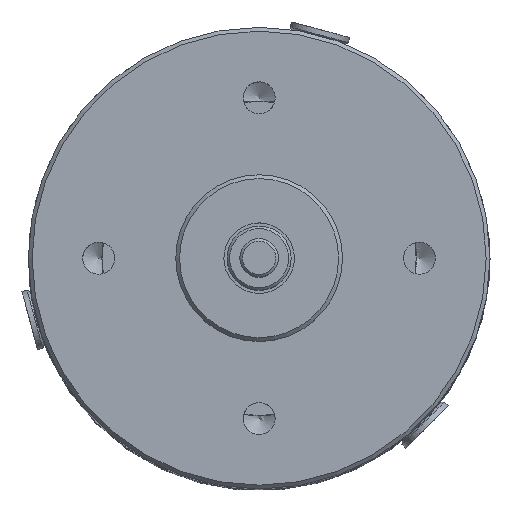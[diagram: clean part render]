
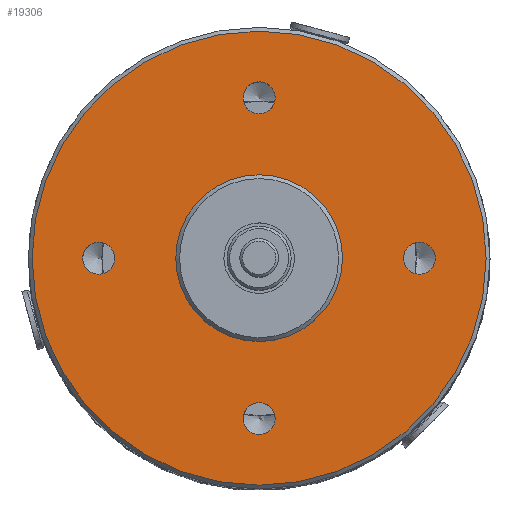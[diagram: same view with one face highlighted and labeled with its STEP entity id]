
A CAD part, top view. The second image highlights one B-rep face of the part: STEP entity #19306.
In plain terms, the highlighted planar face has unit normal (0, 0, 1).
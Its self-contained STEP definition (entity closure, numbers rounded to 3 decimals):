
#476 = VERTEX_POINT ( 'NONE', #18360 ) ;
#1179 = DIRECTION ( 'NONE',  ( 0., 0., 1. ) ) ;
#1277 = DIRECTION ( 'NONE',  ( 1., 0., 0. ) ) ;
#1385 = CARTESIAN_POINT ( 'NONE',  ( 12.5, 0., 9.5 ) ) ;
#2202 = VERTEX_POINT ( 'NONE', #2420 ) ;
#2419 = FACE_BOUND ( 'NONE', #14534, .T. ) ;
#2420 = CARTESIAN_POINT ( 'NONE',  ( 13.75, 0., 9.5 ) ) ;
#2593 = CARTESIAN_POINT ( 'NONE',  ( -11.25, 0., 9.5 ) ) ;
#2645 = DIRECTION ( 'NONE',  ( -1., 0., 0. ) ) ;
#2905 = CARTESIAN_POINT ( 'NONE',  ( 0., 0., 9.5 ) ) ;
#3300 = DIRECTION ( 'NONE',  ( 1., 0., 0. ) ) ;
#3308 = VERTEX_POINT ( 'NONE', #6627 ) ;
#3538 = CIRCLE ( 'NONE', #6096, 6.5 ) ;
#3631 = EDGE_CURVE ( 'NONE', #15369, #15369, #8128, .T. ) ;
#3835 = ORIENTED_EDGE ( 'NONE', *, *, #3631, .T. ) ;
#4314 = FACE_OUTER_BOUND ( 'NONE', #16877, .T. ) ;
#4675 = DIRECTION ( 'NONE',  ( 0., 0., 1. ) ) ;
#4859 = AXIS2_PLACEMENT_3D ( 'NONE', #9435, #4675, #11638 ) ;
#4946 = AXIS2_PLACEMENT_3D ( 'NONE', #16342, #1179, #6266 ) ;
#5688 = VERTEX_POINT ( 'NONE', #2593 ) ;
#6096 = AXIS2_PLACEMENT_3D ( 'NONE', #8280, #11713, #3300 ) ;
#6266 = DIRECTION ( 'NONE',  ( 1., 0., 0. ) ) ;
#6627 = CARTESIAN_POINT ( 'NONE',  ( 6.5, 0., 9.5 ) ) ;
#6973 = CARTESIAN_POINT ( 'NONE',  ( -17.7, 0., 9.5 ) ) ;
#7070 = AXIS2_PLACEMENT_3D ( 'NONE', #1385, #19983, #1277 ) ;
#7457 = EDGE_CURVE ( 'NONE', #2202, #2202, #11663, .T. ) ;
#7521 = PLANE ( 'NONE',  #13946 ) ;
#8128 = CIRCLE ( 'NONE', #20771, 17.7 ) ;
#8280 = CARTESIAN_POINT ( 'NONE',  ( 0., 0., 9.5 ) ) ;
#9435 = CARTESIAN_POINT ( 'NONE',  ( -12.5, 0., 9.5 ) ) ;
#10844 = FACE_BOUND ( 'NONE', #17094, .T. ) ;
#11065 = FACE_BOUND ( 'NONE', #12806, .T. ) ;
#11346 = DIRECTION ( 'NONE',  ( 0., 0., 1. ) ) ;
#11529 = DIRECTION ( 'NONE',  ( 0., 0., 1. ) ) ;
#11638 = DIRECTION ( 'NONE',  ( 1., 0., 0. ) ) ;
#11663 = CIRCLE ( 'NONE', #7070, 1.25 ) ;
#11713 = DIRECTION ( 'NONE',  ( 0., 0., 1. ) ) ;
#12806 = EDGE_LOOP ( 'NONE', ( #15254 ) ) ;
#13125 = ORIENTED_EDGE ( 'NONE', *, *, #21858, .F. ) ;
#13466 = ORIENTED_EDGE ( 'NONE', *, *, #20774, .F. ) ;
#13669 = CIRCLE ( 'NONE', #4859, 1.25 ) ;
#13750 = CIRCLE ( 'NONE', #4946, 1.25 ) ;
#13946 = AXIS2_PLACEMENT_3D ( 'NONE', #14261, #17804, #2645 ) ;
#14261 = CARTESIAN_POINT ( 'NONE',  ( 0., 18., 9.5 ) ) ;
#14534 = EDGE_LOOP ( 'NONE', ( #13466 ) ) ;
#15070 = EDGE_LOOP ( 'NONE', ( #16623 ) ) ;
#15254 = ORIENTED_EDGE ( 'NONE', *, *, #7457, .F. ) ;
#15369 = VERTEX_POINT ( 'NONE', #6973 ) ;
#16272 = EDGE_LOOP ( 'NONE', ( #13125 ) ) ;
#16342 = CARTESIAN_POINT ( 'NONE',  ( 0., 12.5, 9.5 ) ) ;
#16623 = ORIENTED_EDGE ( 'NONE', *, *, #18400, .F. ) ;
#16805 = CARTESIAN_POINT ( 'NONE',  ( 1.25, 12.5, 9.5 ) ) ;
#16877 = EDGE_LOOP ( 'NONE', ( #3835 ) ) ;
#17094 = EDGE_LOOP ( 'NONE', ( #18239 ) ) ;
#17576 = FACE_BOUND ( 'NONE', #16272, .T. ) ;
#17804 = DIRECTION ( 'NONE',  ( 0., 0., -1. ) ) ;
#17839 = EDGE_CURVE ( 'NONE', #19078, #19078, #13750, .T. ) ;
#18239 = ORIENTED_EDGE ( 'NONE', *, *, #17839, .F. ) ;
#18272 = DIRECTION ( 'NONE',  ( -1., 0., 0. ) ) ;
#18360 = CARTESIAN_POINT ( 'NONE',  ( 1.25, -12.5, 9.5 ) ) ;
#18400 = EDGE_CURVE ( 'NONE', #476, #476, #20976, .T. ) ;
#19078 = VERTEX_POINT ( 'NONE', #16805 ) ;
#19306 = ADVANCED_FACE ( 'NONE', ( #10844, #17576, #19468, #4314, #2419, #11065 ), #7521, .F. ) ;
#19468 = FACE_BOUND ( 'NONE', #15070, .T. ) ;
#19744 = CARTESIAN_POINT ( 'NONE',  ( 0., -12.5, 9.5 ) ) ;
#19931 = AXIS2_PLACEMENT_3D ( 'NONE', #19744, #11346, #21729 ) ;
#19983 = DIRECTION ( 'NONE',  ( 0., 0., 1. ) ) ;
#20771 = AXIS2_PLACEMENT_3D ( 'NONE', #2905, #11529, #18272 ) ;
#20774 = EDGE_CURVE ( 'NONE', #3308, #3308, #3538, .T. ) ;
#20976 = CIRCLE ( 'NONE', #19931, 1.25 ) ;
#21729 = DIRECTION ( 'NONE',  ( 1., 0., 0. ) ) ;
#21858 = EDGE_CURVE ( 'NONE', #5688, #5688, #13669, .T. ) ;
